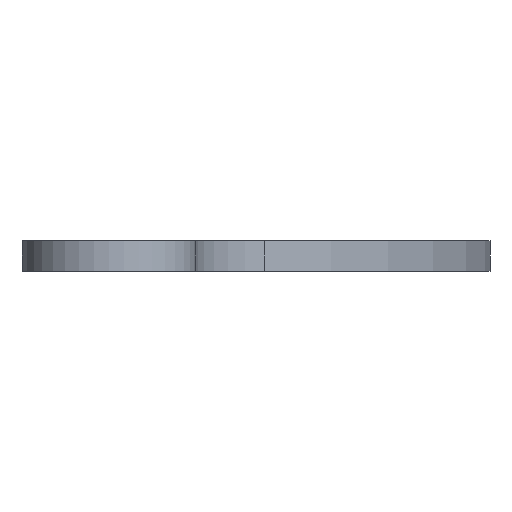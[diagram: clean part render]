
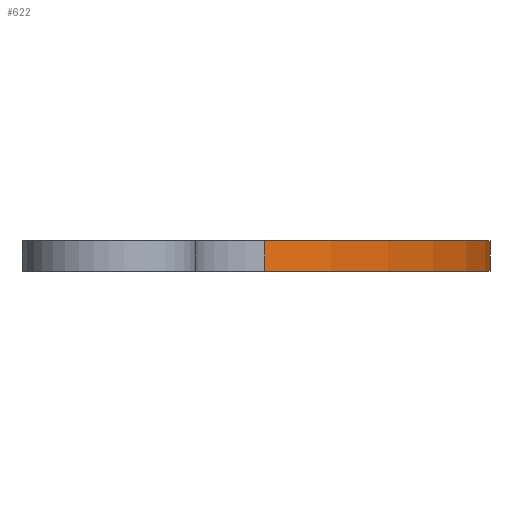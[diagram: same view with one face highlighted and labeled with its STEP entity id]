
A CAD part, front view. The second image highlights one B-rep face of the part: STEP entity #622.
In plain terms, the highlighted cylindrical face has radius 65 mm (diameter 130 mm), a partial arc.
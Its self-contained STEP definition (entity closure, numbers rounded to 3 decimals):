
#21 = ORIENTED_EDGE ( 'NONE', *, *, #786, .F. ) ;
#65 = VERTEX_POINT ( 'NONE', #214 ) ;
#75 = DIRECTION ( 'NONE',  ( 0., 0., 1. ) ) ;
#82 = VERTEX_POINT ( 'NONE', #264 ) ;
#150 = LINE ( 'NONE', #383, #471 ) ;
#155 = DIRECTION ( 'NONE',  ( 1., 0., 0. ) ) ;
#162 = CARTESIAN_POINT ( 'NONE',  ( -14.499, 207.35, 0. ) ) ;
#214 = CARTESIAN_POINT ( 'NONE',  ( -2.583, 271.249, 0. ) ) ;
#264 = CARTESIAN_POINT ( 'NONE',  ( 20.677, 152.691, 4. ) ) ;
#277 = DIRECTION ( 'NONE',  ( 0., 0., -1. ) ) ;
#364 = CARTESIAN_POINT ( 'NONE',  ( 20.677, 152.691, 4. ) ) ;
#374 = DIRECTION ( 'NONE',  ( 0., 0., -1. ) ) ;
#383 = CARTESIAN_POINT ( 'NONE',  ( -2.583, 271.249, 4. ) ) ;
#386 = CIRCLE ( 'NONE', #1345, 65. ) ;
#389 = ORIENTED_EDGE ( 'NONE', *, *, #1146, .T. ) ;
#471 = VECTOR ( 'NONE', #277, 1000. ) ;
#549 = VERTEX_POINT ( 'NONE', #968 ) ;
#615 = CARTESIAN_POINT ( 'NONE',  ( 20.677, 152.691, 0. ) ) ;
#622 = ADVANCED_FACE ( 'NONE', ( #680 ), #1659, .T. ) ;
#680 = FACE_OUTER_BOUND ( 'NONE', #1383, .T. ) ;
#686 = DIRECTION ( 'NONE',  ( 0., 0., -1. ) ) ;
#786 = EDGE_CURVE ( 'NONE', #82, #549, #1178, .T. ) ;
#949 = CARTESIAN_POINT ( 'NONE',  ( -14.499, 207.35, 4. ) ) ;
#968 = CARTESIAN_POINT ( 'NONE',  ( -2.583, 271.249, 4. ) ) ;
#1031 = AXIS2_PLACEMENT_3D ( 'NONE', #1129, #1201, #1208 ) ;
#1061 = ORIENTED_EDGE ( 'NONE', *, *, #1321, .T. ) ;
#1129 = CARTESIAN_POINT ( 'NONE',  ( -14.499, 207.35, 4. ) ) ;
#1146 = EDGE_CURVE ( 'NONE', #82, #1198, #1626, .T. ) ;
#1178 = CIRCLE ( 'NONE', #1031, 65. ) ;
#1198 = VERTEX_POINT ( 'NONE', #615 ) ;
#1201 = DIRECTION ( 'NONE',  ( 0., 0., 1. ) ) ;
#1208 = DIRECTION ( 'NONE',  ( 1., 0., 0. ) ) ;
#1321 = EDGE_CURVE ( 'NONE', #1198, #65, #386, .T. ) ;
#1345 = AXIS2_PLACEMENT_3D ( 'NONE', #162, #75, #155 ) ;
#1383 = EDGE_LOOP ( 'NONE', ( #1061, #1422, #21, #389 ) ) ;
#1422 = ORIENTED_EDGE ( 'NONE', *, *, #1717, .F. ) ;
#1486 = DIRECTION ( 'NONE',  ( -1., 0., 0. ) ) ;
#1584 = VECTOR ( 'NONE', #374, 1000. ) ;
#1626 = LINE ( 'NONE', #364, #1584 ) ;
#1659 = CYLINDRICAL_SURFACE ( 'NONE', #1694, 65. ) ;
#1694 = AXIS2_PLACEMENT_3D ( 'NONE', #949, #686, #1486 ) ;
#1717 = EDGE_CURVE ( 'NONE', #549, #65, #150, .T. ) ;
